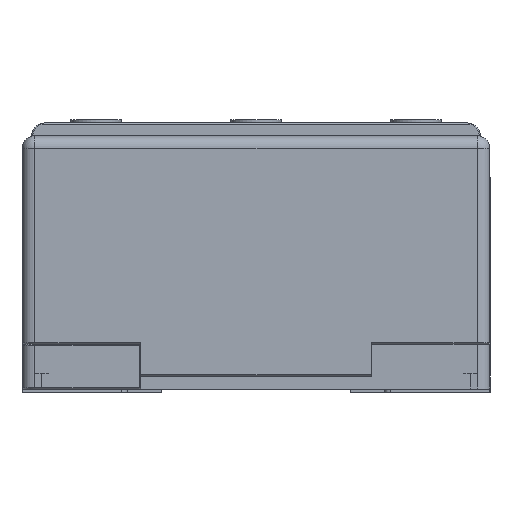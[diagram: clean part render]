
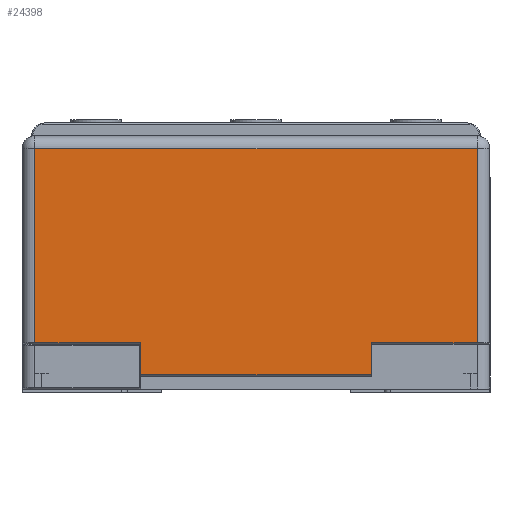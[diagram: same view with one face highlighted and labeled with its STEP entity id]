
A CAD part, left-side view. The second image highlights one B-rep face of the part: STEP entity #24398.
In plain terms, the highlighted planar face has unit normal (-1, 0, 0).
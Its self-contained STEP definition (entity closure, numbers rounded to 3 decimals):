
#768 = VECTOR ( 'NONE', #67635, 1000. ) ;
#2052 = ORIENTED_EDGE ( 'NONE', *, *, #51102, .T. ) ;
#2221 = LINE ( 'NONE', #35407, #13710 ) ;
#2882 = DIRECTION ( 'NONE',  ( 0., -1., 0. ) ) ;
#5103 = DIRECTION ( 'NONE',  ( 0., 0., 1. ) ) ;
#6445 = VERTEX_POINT ( 'NONE', #27923 ) ;
#8237 = EDGE_CURVE ( 'NONE', #69398, #19995, #34826, .T. ) ;
#9442 = EDGE_CURVE ( 'NONE', #19995, #61628, #49386, .T. ) ;
#11378 = DIRECTION ( 'NONE',  ( 0., -1., 0. ) ) ;
#11490 = CARTESIAN_POINT ( 'NONE',  ( -153.425, 25.531, 2. ) ) ;
#11836 = DIRECTION ( 'NONE',  ( 0., 0., -1. ) ) ;
#13710 = VECTOR ( 'NONE', #29287, 1000. ) ;
#14030 = LINE ( 'NONE', #57344, #42023 ) ;
#16082 = FACE_OUTER_BOUND ( 'NONE', #24195, .T. ) ;
#16378 = AXIS2_PLACEMENT_3D ( 'NONE', #38101, #32708, #11378 ) ;
#17729 = VECTOR ( 'NONE', #32414, 1000. ) ;
#18235 = EDGE_CURVE ( 'NONE', #6445, #66062, #26652, .T. ) ;
#19995 = VERTEX_POINT ( 'NONE', #42335 ) ;
#20724 = VERTEX_POINT ( 'NONE', #65137 ) ;
#21206 = VERTEX_POINT ( 'NONE', #27900 ) ;
#24195 = EDGE_LOOP ( 'NONE', ( #33397, #2052, #50983, #54961, #49237, #62068, #47097, #40506 ) ) ;
#24398 = ADVANCED_FACE ( 'NONE', ( #16082 ), #27298, .F. ) ;
#24460 = VECTOR ( 'NONE', #5103, 1000. ) ;
#25277 = CARTESIAN_POINT ( 'NONE',  ( -153.425, 25.531, 32.5 ) ) ;
#26592 = EDGE_CURVE ( 'NONE', #21206, #69398, #14030, .T. ) ;
#26652 = LINE ( 'NONE', #27013, #17729 ) ;
#27013 = CARTESIAN_POINT ( 'NONE',  ( -153.425, 9.031, 2.2 ) ) ;
#27298 = PLANE ( 'NONE',  #16378 ) ;
#27900 = CARTESIAN_POINT ( 'NONE',  ( -153.425, -26.969, 2.2 ) ) ;
#27923 = CARTESIAN_POINT ( 'NONE',  ( -153.425, 25.531, 2.2 ) ) ;
#28814 = LINE ( 'NONE', #11490, #67503 ) ;
#29287 = DIRECTION ( 'NONE',  ( 0., -1., 0. ) ) ;
#32163 = LINE ( 'NONE', #36860, #42394 ) ;
#32414 = DIRECTION ( 'NONE',  ( 0., -1., 0. ) ) ;
#32708 = DIRECTION ( 'NONE',  ( 1., 0., 0. ) ) ;
#33246 = LINE ( 'NONE', #38635, #24460 ) ;
#33397 = ORIENTED_EDGE ( 'NONE', *, *, #53713, .F. ) ;
#34826 = LINE ( 'NONE', #45645, #768 ) ;
#35407 = CARTESIAN_POINT ( 'NONE',  ( -153.425, -26.969, -2.8 ) ) ;
#35627 = CARTESIAN_POINT ( 'NONE',  ( -153.425, -26.969, -2.8 ) ) ;
#36860 = CARTESIAN_POINT ( 'NONE',  ( -153.425, -26.969, -3. ) ) ;
#38101 = CARTESIAN_POINT ( 'NONE',  ( -153.425, -45.469, 2. ) ) ;
#38635 = CARTESIAN_POINT ( 'NONE',  ( -153.425, 9.031, -3. ) ) ;
#38904 = CARTESIAN_POINT ( 'NONE',  ( -153.425, -45.469, 32.5 ) ) ;
#40506 = ORIENTED_EDGE ( 'NONE', *, *, #18235, .T. ) ;
#42023 = VECTOR ( 'NONE', #2882, 1000. ) ;
#42335 = CARTESIAN_POINT ( 'NONE',  ( -153.425, -43.469, 32.5 ) ) ;
#42394 = VECTOR ( 'NONE', #69346, 1000. ) ;
#44676 = DIRECTION ( 'NONE',  ( 0., 1., 0. ) ) ;
#45118 = CARTESIAN_POINT ( 'NONE',  ( -153.425, -43.469, 2.2 ) ) ;
#45645 = CARTESIAN_POINT ( 'NONE',  ( -153.425, -43.469, 2. ) ) ;
#47097 = ORIENTED_EDGE ( 'NONE', *, *, #61883, .T. ) ;
#48754 = EDGE_CURVE ( 'NONE', #55362, #21206, #32163, .T. ) ;
#49237 = ORIENTED_EDGE ( 'NONE', *, *, #8237, .T. ) ;
#49386 = LINE ( 'NONE', #38904, #58963 ) ;
#50983 = ORIENTED_EDGE ( 'NONE', *, *, #48754, .T. ) ;
#51102 = EDGE_CURVE ( 'NONE', #20724, #55362, #2221, .T. ) ;
#53713 = EDGE_CURVE ( 'NONE', #20724, #66062, #33246, .T. ) ;
#54961 = ORIENTED_EDGE ( 'NONE', *, *, #26592, .T. ) ;
#55362 = VERTEX_POINT ( 'NONE', #35627 ) ;
#57344 = CARTESIAN_POINT ( 'NONE',  ( -153.425, -43.469, 2.2 ) ) ;
#58963 = VECTOR ( 'NONE', #44676, 1000. ) ;
#61628 = VERTEX_POINT ( 'NONE', #25277 ) ;
#61883 = EDGE_CURVE ( 'NONE', #61628, #6445, #28814, .T. ) ;
#62068 = ORIENTED_EDGE ( 'NONE', *, *, #9442, .T. ) ;
#65137 = CARTESIAN_POINT ( 'NONE',  ( -153.425, 9.031, -2.8 ) ) ;
#66062 = VERTEX_POINT ( 'NONE', #69574 ) ;
#67503 = VECTOR ( 'NONE', #11836, 1000. ) ;
#67635 = DIRECTION ( 'NONE',  ( 0., 0., 1. ) ) ;
#69346 = DIRECTION ( 'NONE',  ( 0., 0., 1. ) ) ;
#69398 = VERTEX_POINT ( 'NONE', #45118 ) ;
#69574 = CARTESIAN_POINT ( 'NONE',  ( -153.425, 9.031, 2.2 ) ) ;
